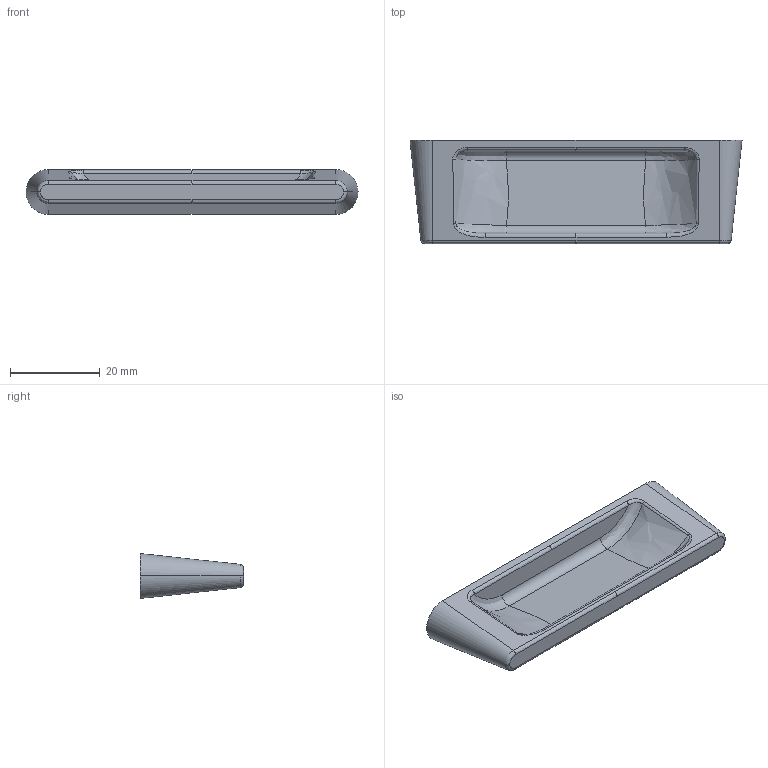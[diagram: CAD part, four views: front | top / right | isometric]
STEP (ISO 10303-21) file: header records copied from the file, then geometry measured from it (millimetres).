
FILE_DESCRIPTION(('Creo Elements/Direct Modeling STEP Export'),'2;1');
FILE_NAME('2470-74.stp','2023-08-22T14:49:34',(''),(''),'Creo Elements/Direct Modeling STEP processor for AP214 (Solid Model)','Creo Elements/Direct Modeling 20.0 12-Nov-2016 (C) Parametric Technology GmbH','');
FILE_SCHEMA(('AUTOMOTIVE_DESIGN { 1 0 10303 214 1 1 1 1 }'));
Length unit declared in the file: millimetre
Products named in the file (2): ZN-10764.1
Assembly tree (1 placements, depth 2):
  ZN-10764.1
    ZN-10764.1
Bounding box: 74 x 23 x 10 mm (x, y, z)
Volume: 7341.3 mm3; surface area: 5192.5 mm2
Topology: 1 solids, 1 shells, 425 faces, 1188 edges, 782 vertices
Faces by surface type: plane 377, bspline 27, cylinder 10, cone 8, revolution 2, torus 1
Entity records: 17384 total; most frequent: CARTESIAN_POINT 6708, ORIENTED_EDGE 2368, DIRECTION 1906, EDGE_CURVE 1184, VECTOR 1084, LINE 1084, VERTEX_POINT 782, EDGE_LOOP 446
